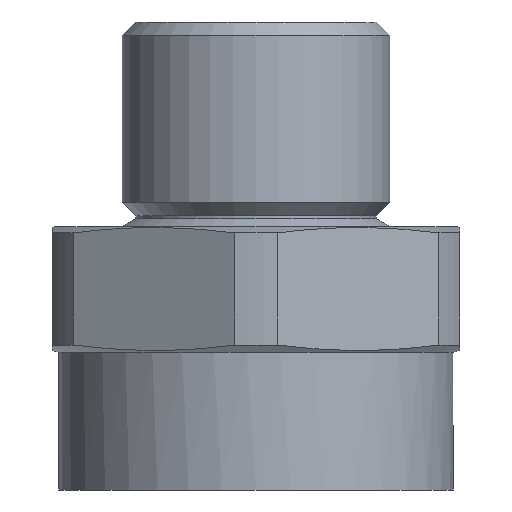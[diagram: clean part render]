
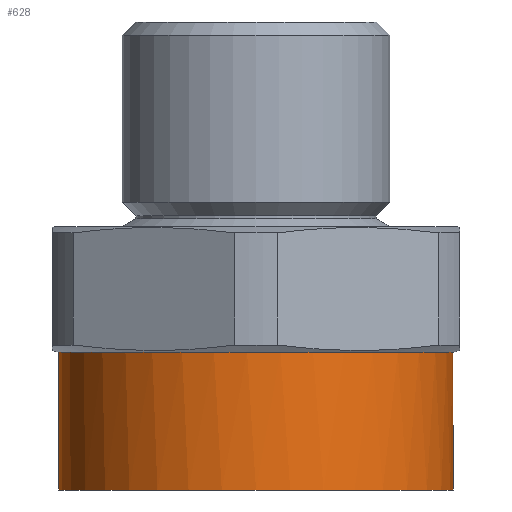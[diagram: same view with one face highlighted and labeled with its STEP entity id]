
A CAD part, front view. The second image highlights one B-rep face of the part: STEP entity #628.
In plain terms, the highlighted cylindrical face has radius 14.75 mm (diameter 29.5 mm), a full revolution.
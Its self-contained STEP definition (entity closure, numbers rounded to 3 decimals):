
#9 = AXIS2_PLACEMENT_3D ( 'NONE', #523, #590, #289 ) ;
#63 = VERTEX_POINT ( 'NONE', #733 ) ;
#289 = DIRECTION ( 'NONE',  ( 0., 1., 0. ) ) ;
#294 = EDGE_LOOP ( 'NONE', ( #354 ) ) ;
#295 = CYLINDRICAL_SURFACE ( 'NONE', #440, 14.75 ) ;
#311 = FACE_OUTER_BOUND ( 'NONE', #759, .T. ) ;
#354 = ORIENTED_EDGE ( 'NONE', *, *, #668, .F. ) ;
#377 = ORIENTED_EDGE ( 'NONE', *, *, #715, .T. ) ;
#440 = AXIS2_PLACEMENT_3D ( 'NONE', #980, #509, #751 ) ;
#466 = CIRCLE ( 'NONE', #513, 14.75 ) ;
#473 = CARTESIAN_POINT ( 'NONE',  ( 0., 0., 10.3 ) ) ;
#479 = VERTEX_POINT ( 'NONE', #566 ) ;
#509 = DIRECTION ( 'NONE',  ( 0., 0., -1. ) ) ;
#513 = AXIS2_PLACEMENT_3D ( 'NONE', #473, #537, #696 ) ;
#523 = CARTESIAN_POINT ( 'NONE',  ( 0., 0., 0. ) ) ;
#528 = FACE_OUTER_BOUND ( 'NONE', #294, .T. ) ;
#537 = DIRECTION ( 'NONE',  ( 0., 0., -1. ) ) ;
#566 = CARTESIAN_POINT ( 'NONE',  ( 0., 14.75, 0. ) ) ;
#590 = DIRECTION ( 'NONE',  ( 0., 0., -1. ) ) ;
#601 = CIRCLE ( 'NONE', #9, 14.75 ) ;
#628 = ADVANCED_FACE ( 'NONE', ( #528, #311 ), #295, .T. ) ;
#668 = EDGE_CURVE ( 'NONE', #479, #479, #601, .T. ) ;
#696 = DIRECTION ( 'NONE',  ( -1., 0., 0. ) ) ;
#715 = EDGE_CURVE ( 'NONE', #63, #63, #466, .T. ) ;
#733 = CARTESIAN_POINT ( 'NONE',  ( -14.75, 0., 10.3 ) ) ;
#751 = DIRECTION ( 'NONE',  ( 0., 1., 0. ) ) ;
#759 = EDGE_LOOP ( 'NONE', ( #377 ) ) ;
#980 = CARTESIAN_POINT ( 'NONE',  ( 0., 0., 0. ) ) ;
